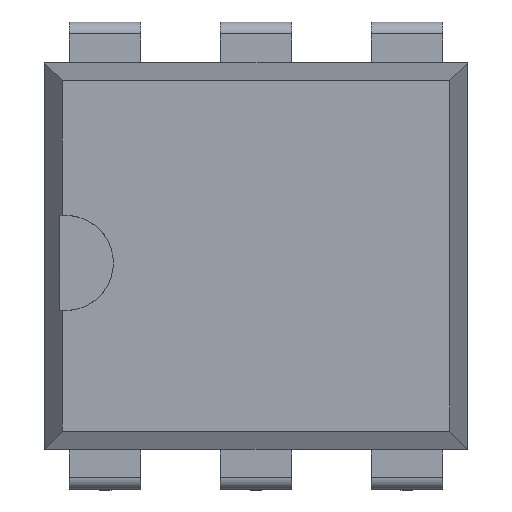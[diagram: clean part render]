
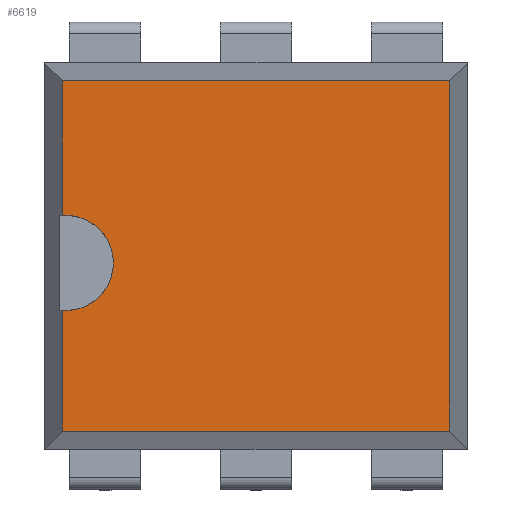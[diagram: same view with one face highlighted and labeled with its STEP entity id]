
A CAD part, top view. The second image highlights one B-rep face of the part: STEP entity #6619.
In plain terms, the highlighted planar face has unit normal (0, 0, 1).
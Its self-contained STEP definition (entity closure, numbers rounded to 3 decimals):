
#34 = CARTESIAN_POINT ( 'NONE',  ( 0.3, 6.88, 5.3 ) ) ;
#143 = DIRECTION ( 'NONE',  ( 1., 0., 0. ) ) ;
#597 = DIRECTION ( 'NONE',  ( 1., 0., 0. ) ) ;
#618 = ORIENTED_EDGE ( 'NONE', *, *, #5452, .F. ) ;
#636 = CARTESIAN_POINT ( 'NONE',  ( 0., 0.68, 5.3 ) ) ;
#744 = ORIENTED_EDGE ( 'NONE', *, *, #1299, .T. ) ;
#747 = EDGE_CURVE ( 'NONE', #1463, #1052, #2734, .T. ) ;
#757 = DIRECTION ( 'NONE',  ( 0., 0., -1. ) ) ;
#781 = CARTESIAN_POINT ( 'NONE',  ( 0., 0.98, 5.3 ) ) ;
#1047 = CARTESIAN_POINT ( 'NONE',  ( 0., 6.88, 5.3 ) ) ;
#1052 = VERTEX_POINT ( 'NONE', #6412 ) ;
#1182 = CARTESIAN_POINT ( 'NONE',  ( 0.36, 3.81, 5.3 ) ) ;
#1194 = LINE ( 'NONE', #781, #6653 ) ;
#1299 = EDGE_CURVE ( 'NONE', #3705, #4437, #2435, .T. ) ;
#1350 = AXIS2_PLACEMENT_3D ( 'NONE', #2477, #757, #143 ) ;
#1396 = EDGE_CURVE ( 'NONE', #1463, #5681, #1598, .T. ) ;
#1408 = EDGE_CURVE ( 'NONE', #5681, #6676, #3161, .T. ) ;
#1432 = VECTOR ( 'NONE', #1926, 1000. ) ;
#1463 = VERTEX_POINT ( 'NONE', #34 ) ;
#1598 = LINE ( 'NONE', #2561, #2898 ) ;
#1775 = DIRECTION ( 'NONE',  ( 0., 0., 1. ) ) ;
#1926 = DIRECTION ( 'NONE',  ( 0., -1., 0. ) ) ;
#2407 = CARTESIAN_POINT ( 'NONE',  ( 6.82, 0.98, 5.3 ) ) ;
#2416 = EDGE_CURVE ( 'NONE', #6676, #3705, #5345, .T. ) ;
#2435 = LINE ( 'NONE', #4290, #1432 ) ;
#2463 = DIRECTION ( 'NONE',  ( 1., 0., 0. ) ) ;
#2477 = CARTESIAN_POINT ( 'NONE',  ( 0.36, 3.81, 5.3 ) ) ;
#2561 = CARTESIAN_POINT ( 'NONE',  ( 0.3, 0.98, 5.3 ) ) ;
#2734 = LINE ( 'NONE', #1047, #7200 ) ;
#2794 = ORIENTED_EDGE ( 'NONE', *, *, #7393, .T. ) ;
#2898 = VECTOR ( 'NONE', #6642, 1000. ) ;
#2957 = CARTESIAN_POINT ( 'NONE',  ( 1.16, 3.81, 5.3 ) ) ;
#3161 = CIRCLE ( 'NONE', #1350, 0.8 ) ;
#3425 = DIRECTION ( 'NONE',  ( 0., 0., -1. ) ) ;
#3682 = FACE_OUTER_BOUND ( 'NONE', #6980, .T. ) ;
#3705 = VERTEX_POINT ( 'NONE', #5794 ) ;
#3863 = ORIENTED_EDGE ( 'NONE', *, *, #2416, .T. ) ;
#4118 = PLANE ( 'NONE',  #4571 ) ;
#4290 = CARTESIAN_POINT ( 'NONE',  ( 0.3, 0.98, 5.3 ) ) ;
#4327 = DIRECTION ( 'NONE',  ( 1., 0., 0. ) ) ;
#4437 = VERTEX_POINT ( 'NONE', #5305 ) ;
#4571 = AXIS2_PLACEMENT_3D ( 'NONE', #636, #1775, #2463 ) ;
#4622 = DIRECTION ( 'NONE',  ( 0., -1., 0. ) ) ;
#4726 = ORIENTED_EDGE ( 'NONE', *, *, #747, .F. ) ;
#5116 = ORIENTED_EDGE ( 'NONE', *, *, #1408, .T. ) ;
#5305 = CARTESIAN_POINT ( 'NONE',  ( 0.3, 0.98, 5.3 ) ) ;
#5345 = CIRCLE ( 'NONE', #6192, 0.8 ) ;
#5452 = EDGE_CURVE ( 'NONE', #1052, #7174, #6248, .T. ) ;
#5681 = VERTEX_POINT ( 'NONE', #6672 ) ;
#5794 = CARTESIAN_POINT ( 'NONE',  ( 0.3, 3.012, 5.3 ) ) ;
#6088 = ORIENTED_EDGE ( 'NONE', *, *, #1396, .T. ) ;
#6192 = AXIS2_PLACEMENT_3D ( 'NONE', #1182, #3425, #597 ) ;
#6248 = LINE ( 'NONE', #2407, #6439 ) ;
#6306 = DIRECTION ( 'NONE',  ( 1., 0., 0. ) ) ;
#6412 = CARTESIAN_POINT ( 'NONE',  ( 6.82, 6.88, 5.3 ) ) ;
#6439 = VECTOR ( 'NONE', #4622, 1000. ) ;
#6619 = ADVANCED_FACE ( 'NONE', ( #3682 ), #4118, .T. ) ;
#6642 = DIRECTION ( 'NONE',  ( 0., -1., 0. ) ) ;
#6653 = VECTOR ( 'NONE', #4327, 1000. ) ;
#6672 = CARTESIAN_POINT ( 'NONE',  ( 0.3, 4.608, 5.3 ) ) ;
#6676 = VERTEX_POINT ( 'NONE', #2957 ) ;
#6980 = EDGE_LOOP ( 'NONE', ( #4726, #6088, #5116, #3863, #744, #2794, #618 ) ) ;
#7174 = VERTEX_POINT ( 'NONE', #7354 ) ;
#7200 = VECTOR ( 'NONE', #6306, 1000. ) ;
#7354 = CARTESIAN_POINT ( 'NONE',  ( 6.82, 0.98, 5.3 ) ) ;
#7393 = EDGE_CURVE ( 'NONE', #4437, #7174, #1194, .T. ) ;
